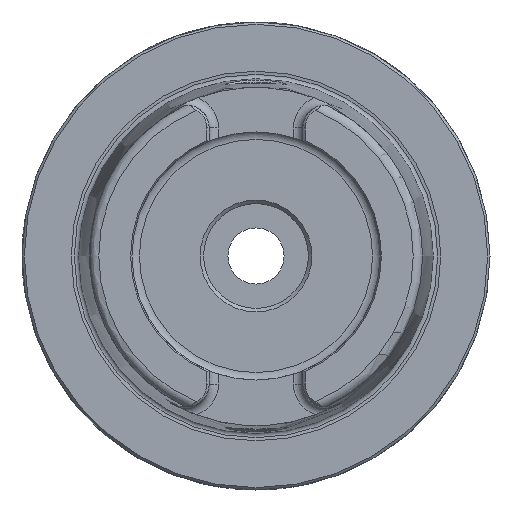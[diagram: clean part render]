
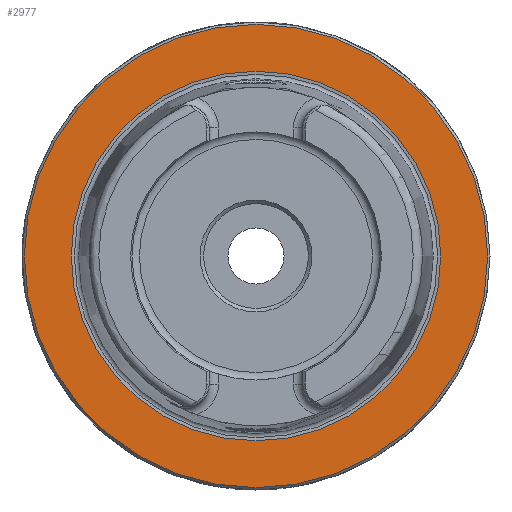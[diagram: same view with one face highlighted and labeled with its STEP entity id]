
A CAD part, left-side view. The second image highlights one B-rep face of the part: STEP entity #2977.
In plain terms, the highlighted planar face has unit normal (-1, 0, 0).
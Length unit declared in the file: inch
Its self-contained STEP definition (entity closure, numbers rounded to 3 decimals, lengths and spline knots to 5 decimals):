
#128=FACE_BOUND('',#428,.T.);
#154=PLANE('',#3225);
#260=FACE_OUTER_BOUND('',#427,.T.);
#427=EDGE_LOOP('',(#2316));
#428=EDGE_LOOP('',(#2317,#2318));
#593=CIRCLE('',#3224,1.94882);
#594=CIRCLE('',#3226,1.55442);
#595=CIRCLE('',#3227,1.55442);
#1282=VERTEX_POINT('',#6231);
#1283=VERTEX_POINT('',#6235);
#1284=VERTEX_POINT('',#6236);
#1659=EDGE_CURVE('',#1282,#1282,#593,.T.);
#1660=EDGE_CURVE('',#1283,#1284,#594,.T.);
#1661=EDGE_CURVE('',#1284,#1283,#595,.T.);
#2316=ORIENTED_EDGE('',*,*,#1659,.F.);
#2317=ORIENTED_EDGE('',*,*,#1660,.T.);
#2318=ORIENTED_EDGE('',*,*,#1661,.T.);
#2977=ADVANCED_FACE('',(#260,#128),#154,.T.);
#3224=AXIS2_PLACEMENT_3D('',#6233,#3797,#3798);
#3225=AXIS2_PLACEMENT_3D('',#6234,#3799,#3800);
#3226=AXIS2_PLACEMENT_3D('',#6237,#3801,#3802);
#3227=AXIS2_PLACEMENT_3D('',#6238,#3803,#3804);
#3797=DIRECTION('center_axis',(1.,0.,0.));
#3798=DIRECTION('ref_axis',(0.,-1.,0.));
#3799=DIRECTION('center_axis',(-1.,0.,0.));
#3800=DIRECTION('ref_axis',(0.,0.,1.));
#3801=DIRECTION('center_axis',(1.,0.,0.));
#3802=DIRECTION('ref_axis',(0.,1.,0.));
#3803=DIRECTION('center_axis',(1.,0.,0.));
#3804=DIRECTION('ref_axis',(0.,1.,0.));
#6231=CARTESIAN_POINT('',(0.,1.94882,0.));
#6233=CARTESIAN_POINT('Origin',(0.,0.,0.));
#6234=CARTESIAN_POINT('Origin',(0.,0.98425,0.));
#6235=CARTESIAN_POINT('',(0.,1.55442,0.));
#6236=CARTESIAN_POINT('',(0.,-1.55442,0.));
#6237=CARTESIAN_POINT('Origin',(0.,0.,0.));
#6238=CARTESIAN_POINT('Origin',(0.,0.,0.));
